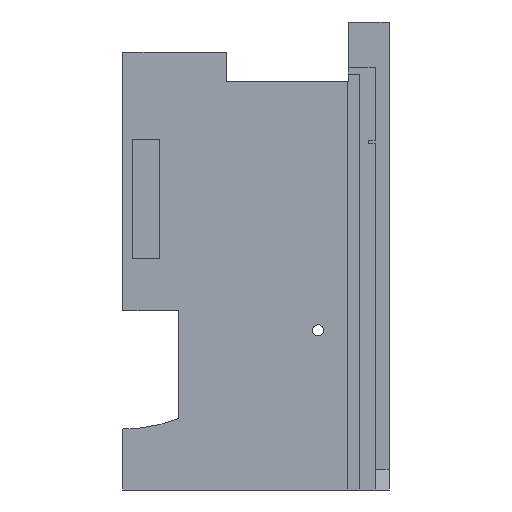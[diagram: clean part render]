
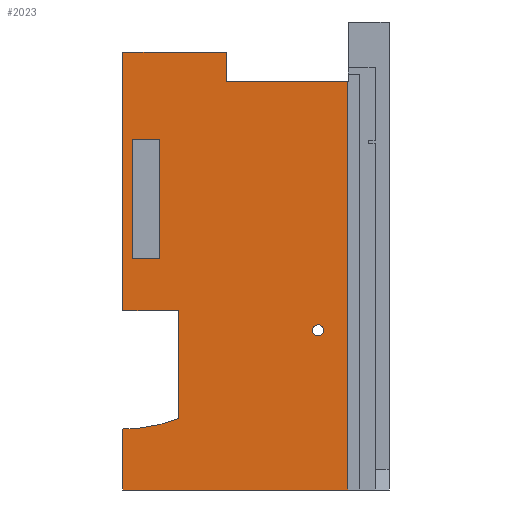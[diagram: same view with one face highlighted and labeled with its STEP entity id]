
A CAD part, front view. The second image highlights one B-rep face of the part: STEP entity #2023.
In plain terms, the highlighted planar face has unit normal (0, -1, 0).
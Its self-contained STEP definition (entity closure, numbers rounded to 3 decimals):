
#26 = LINE ( 'NONE', #1097, #2408 ) ;
#47 = CARTESIAN_POINT ( 'NONE',  ( 80.956, -3.502, -68.407 ) ) ;
#63 = CARTESIAN_POINT ( 'NONE',  ( 89.872, -3.502, -150.074 ) ) ;
#90 = DIRECTION ( 'NONE',  ( 0., 0., -1. ) ) ;
#96 = CARTESIAN_POINT ( 'NONE',  ( -50.961, -3.502, 44.76 ) ) ;
#106 = VERTEX_POINT ( 'NONE', #2144 ) ;
#160 = DIRECTION ( 'NONE',  ( 1., 0., 0. ) ) ;
#193 = EDGE_CURVE ( 'NONE', #1927, #2654, #1315, .T. ) ;
#198 = VECTOR ( 'NONE', #1555, 1000. ) ;
#217 = VECTOR ( 'NONE', #90, 1000. ) ;
#222 = CARTESIAN_POINT ( 'NONE',  ( 103.206, -3.502, -93.407 ) ) ;
#224 = VERTEX_POINT ( 'NONE', #2675 ) ;
#245 = CARTESIAN_POINT ( 'NONE',  ( -50.961, -3.502, -179.24 ) ) ;
#291 = ORIENTED_EDGE ( 'NONE', *, *, #1122, .F. ) ;
#307 = EDGE_LOOP ( 'NONE', ( #567, #1708, #1141, #964, #2578, #698, #2231, #2987, #1685, #1742 ) ) ;
#310 = DIRECTION ( 'NONE',  ( 0., 1., 0. ) ) ;
#355 = CARTESIAN_POINT ( 'NONE',  ( 184.122, -3.502, -179.24 ) ) ;
#363 = EDGE_CURVE ( 'NONE', #473, #1238, #1345, .T. ) ;
#378 = FACE_BOUND ( 'NONE', #3193, .T. ) ;
#418 = EDGE_LOOP ( 'NONE', ( #1353, #2624 ) ) ;
#429 = VECTOR ( 'NONE', #3358, 1000. ) ;
#439 = CIRCLE ( 'NONE', #3356, 2.667 ) ;
#441 = LINE ( 'NONE', #1766, #1025 ) ;
#473 = VERTEX_POINT ( 'NONE', #2481 ) ;
#528 = DIRECTION ( 'NONE',  ( 0., 0., -1. ) ) ;
#545 = CARTESIAN_POINT ( 'NONE',  ( 103.206, -3.502, -145.074 ) ) ;
#567 = ORIENTED_EDGE ( 'NONE', *, *, #1187, .F. ) ;
#618 = EDGE_CURVE ( 'NONE', #913, #1300, #3002, .T. ) ;
#623 = FACE_OUTER_BOUND ( 'NONE', #307, .T. ) ;
#632 = LINE ( 'NONE', #3341, #3402 ) ;
#637 = DIRECTION ( 'NONE',  ( 0., 0., 1. ) ) ;
#662 = EDGE_CURVE ( 'NONE', #1687, #913, #916, .T. ) ;
#698 = ORIENTED_EDGE ( 'NONE', *, *, #2429, .T. ) ;
#710 = CARTESIAN_POINT ( 'NONE',  ( 126.289, -3.502, 16.093 ) ) ;
#737 = VERTEX_POINT ( 'NONE', #2643 ) ;
#861 = EDGE_CURVE ( 'NONE', #1990, #1615, #2494, .T. ) ;
#862 = CARTESIAN_POINT ( 'NONE',  ( 184.122, -3.502, 16.093 ) ) ;
#910 = VERTEX_POINT ( 'NONE', #1392 ) ;
#913 = VERTEX_POINT ( 'NONE', #862 ) ;
#916 = LINE ( 'NONE', #1992, #1400 ) ;
#957 = LINE ( 'NONE', #3312, #2462 ) ;
#959 = PLANE ( 'NONE',  #1790 ) ;
#964 = ORIENTED_EDGE ( 'NONE', *, *, #2868, .T. ) ;
#1025 = VECTOR ( 'NONE', #1518, 1000. ) ;
#1034 = EDGE_CURVE ( 'NONE', #106, #224, #26, .T. ) ;
#1056 = ORIENTED_EDGE ( 'NONE', *, *, #861, .F. ) ;
#1097 = CARTESIAN_POINT ( 'NONE',  ( 94.122, -3.502, -68.407 ) ) ;
#1122 = EDGE_CURVE ( 'NONE', #224, #1990, #632, .T. ) ;
#1141 = ORIENTED_EDGE ( 'NONE', *, *, #3198, .T. ) ;
#1175 = DIRECTION ( 'NONE',  ( 0., 1., 0. ) ) ;
#1187 = EDGE_CURVE ( 'NONE', #473, #737, #1237, .T. ) ;
#1195 = CARTESIAN_POINT ( 'NONE',  ( 184.122, -3.502, -179.24 ) ) ;
#1209 = CARTESIAN_POINT ( 'NONE',  ( 170.039, -3.502, -100.185 ) ) ;
#1237 = LINE ( 'NONE', #2531, #429 ) ;
#1238 = VERTEX_POINT ( 'NONE', #2524 ) ;
#1300 = VERTEX_POINT ( 'NONE', #1195 ) ;
#1315 = CIRCLE ( 'NONE', #1373, 2.667 ) ;
#1320 = DIRECTION ( 'NONE',  ( 1., 0., 0. ) ) ;
#1328 = DIRECTION ( 'NONE',  ( 1., 0., 0. ) ) ;
#1345 = LINE ( 'NONE', #2631, #1420 ) ;
#1353 = ORIENTED_EDGE ( 'NONE', *, *, #1918, .T. ) ;
#1363 = LINE ( 'NONE', #2930, #2396 ) ;
#1373 = AXIS2_PLACEMENT_3D ( 'NONE', #2958, #310, #3208 ) ;
#1392 = CARTESIAN_POINT ( 'NONE',  ( 76.539, -3.502, -179.24 ) ) ;
#1400 = VECTOR ( 'NONE', #160, 1000. ) ;
#1420 = VECTOR ( 'NONE', #528, 1000. ) ;
#1424 = VERTEX_POINT ( 'NONE', #222 ) ;
#1437 = CARTESIAN_POINT ( 'NONE',  ( 170.039, -3.502, -102.851 ) ) ;
#1452 = CARTESIAN_POINT ( 'NONE',  ( 76.539, -3.502, -150.074 ) ) ;
#1478 = VECTOR ( 'NONE', #1320, 1000. ) ;
#1518 = DIRECTION ( 'NONE',  ( 1., 0., 0. ) ) ;
#1536 = B_SPLINE_CURVE_WITH_KNOTS ( 'NONE', 2,
 ( #2972, #63, #2176 ),
 .UNSPECIFIED., .F., .F.,
 ( 3, 3 ),
 ( 0., 0.5 ),
 .UNSPECIFIED. ) ;
#1555 = DIRECTION ( 'NONE',  ( 0., 0., -1. ) ) ;
#1569 = EDGE_CURVE ( 'NONE', #2527, #1622, #1536, .T. ) ;
#1615 = VERTEX_POINT ( 'NONE', #2519 ) ;
#1622 = VERTEX_POINT ( 'NONE', #1452 ) ;
#1685 = ORIENTED_EDGE ( 'NONE', *, *, #662, .F. ) ;
#1687 = VERTEX_POINT ( 'NONE', #710 ) ;
#1708 = ORIENTED_EDGE ( 'NONE', *, *, #363, .T. ) ;
#1718 = EDGE_CURVE ( 'NONE', #1687, #737, #957, .T. ) ;
#1742 = ORIENTED_EDGE ( 'NONE', *, *, #1718, .T. ) ;
#1766 = CARTESIAN_POINT ( 'NONE',  ( 49.872, -3.502, -93.407 ) ) ;
#1790 = AXIS2_PLACEMENT_3D ( 'NONE', #96, #1175, #2017 ) ;
#1909 = DIRECTION ( 'NONE',  ( 0., 0., -1. ) ) ;
#1918 = EDGE_CURVE ( 'NONE', #2654, #1927, #439, .T. ) ;
#1927 = VERTEX_POINT ( 'NONE', #2250 ) ;
#1985 = DIRECTION ( 'NONE',  ( 0., 0., 1. ) ) ;
#1990 = VERTEX_POINT ( 'NONE', #2555 ) ;
#1992 = CARTESIAN_POINT ( 'NONE',  ( -50.961, -3.502, 16.093 ) ) ;
#2017 = DIRECTION ( 'NONE',  ( 1., 0., 0. ) ) ;
#2023 = ADVANCED_FACE ( 'NONE', ( #623, #2762, #378 ), #959, .F. ) ;
#2144 = CARTESIAN_POINT ( 'NONE',  ( 94.122, -3.502, -68.407 ) ) ;
#2169 = DIRECTION ( 'NONE',  ( 0., 0., 1. ) ) ;
#2176 = CARTESIAN_POINT ( 'NONE',  ( 76.539, -3.502, -150.074 ) ) ;
#2182 = CARTESIAN_POINT ( 'NONE',  ( 80.956, -3.502, -68.407 ) ) ;
#2184 = VECTOR ( 'NONE', #2716, 1000. ) ;
#2190 = LINE ( 'NONE', #47, #2393 ) ;
#2231 = ORIENTED_EDGE ( 'NONE', *, *, #3306, .T. ) ;
#2250 = CARTESIAN_POINT ( 'NONE',  ( 170.039, -3.502, -105.518 ) ) ;
#2259 = DIRECTION ( 'NONE',  ( -1., 0., 0. ) ) ;
#2295 = LINE ( 'NONE', #3412, #198 ) ;
#2322 = EDGE_CURVE ( 'NONE', #1615, #106, #2190, .T. ) ;
#2393 = VECTOR ( 'NONE', #1328, 1000. ) ;
#2396 = VECTOR ( 'NONE', #1909, 1000. ) ;
#2408 = VECTOR ( 'NONE', #2169, 1000. ) ;
#2429 = EDGE_CURVE ( 'NONE', #1622, #910, #2295, .T. ) ;
#2462 = VECTOR ( 'NONE', #637, 1000. ) ;
#2481 = CARTESIAN_POINT ( 'NONE',  ( 76.539, -3.502, 30.31 ) ) ;
#2494 = LINE ( 'NONE', #2182, #2184 ) ;
#2519 = CARTESIAN_POINT ( 'NONE',  ( 80.956, -3.502, -68.407 ) ) ;
#2524 = CARTESIAN_POINT ( 'NONE',  ( 76.539, -3.502, -93.407 ) ) ;
#2527 = VERTEX_POINT ( 'NONE', #545 ) ;
#2531 = CARTESIAN_POINT ( 'NONE',  ( -50.961, -3.502, 30.31 ) ) ;
#2555 = CARTESIAN_POINT ( 'NONE',  ( 80.956, -3.502, -11.407 ) ) ;
#2578 = ORIENTED_EDGE ( 'NONE', *, *, #1569, .T. ) ;
#2624 = ORIENTED_EDGE ( 'NONE', *, *, #193, .T. ) ;
#2627 = ORIENTED_EDGE ( 'NONE', *, *, #2322, .F. ) ;
#2631 = CARTESIAN_POINT ( 'NONE',  ( 76.539, -3.502, 44.76 ) ) ;
#2643 = CARTESIAN_POINT ( 'NONE',  ( 126.289, -3.502, 30.31 ) ) ;
#2654 = VERTEX_POINT ( 'NONE', #1209 ) ;
#2675 = CARTESIAN_POINT ( 'NONE',  ( 94.122, -3.502, -11.407 ) ) ;
#2716 = DIRECTION ( 'NONE',  ( 0., 0., -1. ) ) ;
#2762 = FACE_BOUND ( 'NONE', #418, .T. ) ;
#2868 = EDGE_CURVE ( 'NONE', #1424, #2527, #1363, .T. ) ;
#2930 = CARTESIAN_POINT ( 'NONE',  ( 103.206, -3.502, -145.074 ) ) ;
#2958 = CARTESIAN_POINT ( 'NONE',  ( 170.039, -3.502, -102.851 ) ) ;
#2959 = ORIENTED_EDGE ( 'NONE', *, *, #1034, .F. ) ;
#2972 = CARTESIAN_POINT ( 'NONE',  ( 103.206, -3.502, -145.074 ) ) ;
#2975 = DIRECTION ( 'NONE',  ( 0., 1., 0. ) ) ;
#2987 = ORIENTED_EDGE ( 'NONE', *, *, #618, .F. ) ;
#3002 = LINE ( 'NONE', #355, #217 ) ;
#3193 = EDGE_LOOP ( 'NONE', ( #2627, #1056, #291, #2959 ) ) ;
#3197 = LINE ( 'NONE', #245, #1478 ) ;
#3198 = EDGE_CURVE ( 'NONE', #1238, #1424, #441, .T. ) ;
#3208 = DIRECTION ( 'NONE',  ( 0., 0., 1. ) ) ;
#3306 = EDGE_CURVE ( 'NONE', #910, #1300, #3197, .T. ) ;
#3312 = CARTESIAN_POINT ( 'NONE',  ( 126.289, -3.502, 44.76 ) ) ;
#3341 = CARTESIAN_POINT ( 'NONE',  ( 80.956, -3.502, -11.407 ) ) ;
#3356 = AXIS2_PLACEMENT_3D ( 'NONE', #1437, #2975, #1985 ) ;
#3358 = DIRECTION ( 'NONE',  ( 1., 0., 0. ) ) ;
#3402 = VECTOR ( 'NONE', #2259, 1000. ) ;
#3412 = CARTESIAN_POINT ( 'NONE',  ( 76.539, -3.502, 44.76 ) ) ;
